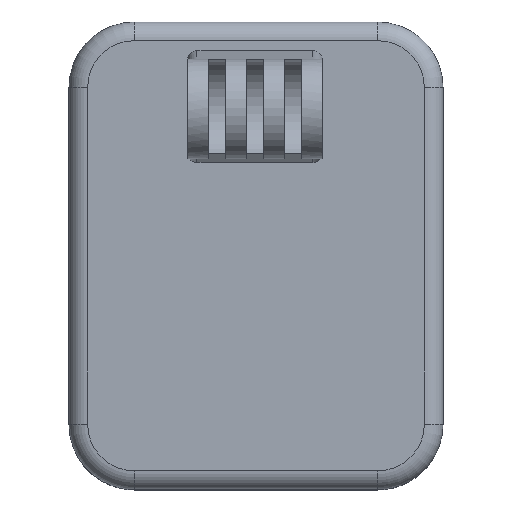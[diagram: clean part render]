
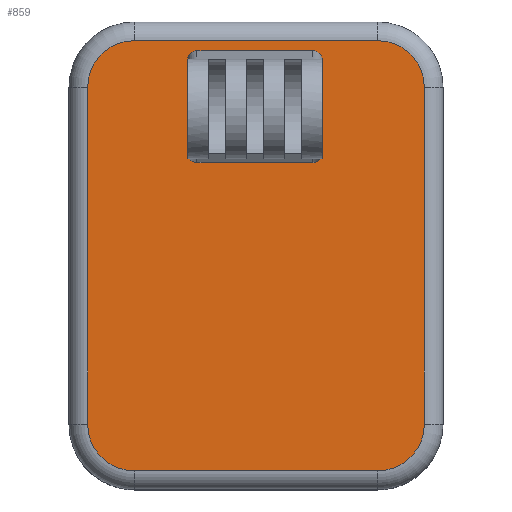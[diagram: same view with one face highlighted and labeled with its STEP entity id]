
A CAD part, top view. The second image highlights one B-rep face of the part: STEP entity #859.
In plain terms, the highlighted planar face has unit normal (0, 0, 1).
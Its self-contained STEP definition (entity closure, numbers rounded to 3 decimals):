
#19=ELLIPSE('',#937,1.051,1.);
#20=ELLIPSE('',#938,1.014,1.);
#21=ELLIPSE('',#939,1.014,1.);
#22=ELLIPSE('',#940,1.051,1.);
#28=FACE_BOUND('',#148,.T.);
#93=FACE_OUTER_BOUND('',#147,.T.);
#147=EDGE_LOOP('',(#647,#648,#649,#650,#651,#652,#653,#654));
#148=EDGE_LOOP('',(#655,#656,#657,#658,#659,#660,#661,#662));
#202=CIRCLE('',#913,5.);
#206=CIRCLE('',#919,5.);
#210=CIRCLE('',#925,5.);
#214=CIRCLE('',#931,5.);
#248=LINE('',#1354,#314);
#249=LINE('',#1365,#315);
#251=LINE('',#1377,#317);
#253=LINE('',#1389,#319);
#260=LINE('',#1408,#326);
#261=LINE('',#1412,#327);
#262=LINE('',#1416,#328);
#263=LINE('',#1419,#329);
#314=VECTOR('',#1039,10.);
#315=VECTOR('',#1052,10.);
#317=VECTOR('',#1066,10.);
#319=VECTOR('',#1080,10.);
#326=VECTOR('',#1105,10.);
#327=VECTOR('',#1108,10.);
#328=VECTOR('',#1111,10.);
#329=VECTOR('',#1114,10.);
#385=VERTEX_POINT('',#1347);
#388=VERTEX_POINT('',#1352);
#390=VERTEX_POINT('',#1357);
#392=VERTEX_POINT('',#1363);
#394=VERTEX_POINT('',#1369);
#396=VERTEX_POINT('',#1375);
#398=VERTEX_POINT('',#1381);
#400=VERTEX_POINT('',#1387);
#401=VERTEX_POINT('',#1404);
#402=VERTEX_POINT('',#1405);
#403=VERTEX_POINT('',#1407);
#404=VERTEX_POINT('',#1409);
#405=VERTEX_POINT('',#1411);
#406=VERTEX_POINT('',#1413);
#407=VERTEX_POINT('',#1415);
#408=VERTEX_POINT('',#1417);
#468=EDGE_CURVE('',#388,#385,#248,.T.);
#470=EDGE_CURVE('',#390,#388,#202,.T.);
#473=EDGE_CURVE('',#392,#390,#249,.T.);
#476=EDGE_CURVE('',#394,#392,#206,.T.);
#479=EDGE_CURVE('',#396,#394,#251,.T.);
#482=EDGE_CURVE('',#398,#396,#210,.T.);
#485=EDGE_CURVE('',#400,#398,#253,.T.);
#488=EDGE_CURVE('',#385,#400,#214,.T.);
#494=EDGE_CURVE('',#401,#402,#19,.T.);
#495=EDGE_CURVE('',#403,#401,#260,.T.);
#496=EDGE_CURVE('',#404,#403,#20,.T.);
#497=EDGE_CURVE('',#405,#404,#261,.T.);
#498=EDGE_CURVE('',#406,#405,#21,.T.);
#499=EDGE_CURVE('',#407,#406,#262,.T.);
#500=EDGE_CURVE('',#408,#407,#22,.T.);
#501=EDGE_CURVE('',#402,#408,#263,.T.);
#647=ORIENTED_EDGE('',*,*,#468,.F.);
#648=ORIENTED_EDGE('',*,*,#470,.F.);
#649=ORIENTED_EDGE('',*,*,#473,.F.);
#650=ORIENTED_EDGE('',*,*,#476,.F.);
#651=ORIENTED_EDGE('',*,*,#479,.F.);
#652=ORIENTED_EDGE('',*,*,#482,.F.);
#653=ORIENTED_EDGE('',*,*,#485,.F.);
#654=ORIENTED_EDGE('',*,*,#488,.F.);
#655=ORIENTED_EDGE('',*,*,#494,.F.);
#656=ORIENTED_EDGE('',*,*,#495,.F.);
#657=ORIENTED_EDGE('',*,*,#496,.F.);
#658=ORIENTED_EDGE('',*,*,#497,.F.);
#659=ORIENTED_EDGE('',*,*,#498,.F.);
#660=ORIENTED_EDGE('',*,*,#499,.F.);
#661=ORIENTED_EDGE('',*,*,#500,.F.);
#662=ORIENTED_EDGE('',*,*,#501,.F.);
#827=PLANE('',#936);
#859=ADVANCED_FACE('',(#93,#28),#827,.F.);
#913=AXIS2_PLACEMENT_3D('',#1359,#1044,#1045);
#919=AXIS2_PLACEMENT_3D('',#1371,#1058,#1059);
#925=AXIS2_PLACEMENT_3D('',#1383,#1072,#1073);
#931=AXIS2_PLACEMENT_3D('',#1393,#1086,#1087);
#936=AXIS2_PLACEMENT_3D('',#1403,#1101,#1102);
#937=AXIS2_PLACEMENT_3D('',#1406,#1103,#1104);
#938=AXIS2_PLACEMENT_3D('',#1410,#1106,#1107);
#939=AXIS2_PLACEMENT_3D('',#1414,#1109,#1110);
#940=AXIS2_PLACEMENT_3D('',#1418,#1112,#1113);
#1039=DIRECTION('',(0.,-1.,0.));
#1044=DIRECTION('center_axis',(0.,0.,
-1.));
#1045=DIRECTION('ref_axis',(0.707,0.707,0.));
#1052=DIRECTION('',(1.,0.,0.));
#1058=DIRECTION('center_axis',(0.,0.,
-1.));
#1059=DIRECTION('ref_axis',(-0.707,0.707,0.));
#1066=DIRECTION('',(0.,1.,0.));
#1072=DIRECTION('center_axis',(0.,0.,
-1.));
#1073=DIRECTION('ref_axis',(-0.707,-0.707,0.));
#1080=DIRECTION('',(-1.,0.,0.));
#1086=DIRECTION('center_axis',(0.,0.,
-1.));
#1087=DIRECTION('ref_axis',(0.707,-0.707,0.));
#1101=DIRECTION('center_axis',(0.,0.,
-1.));
#1102=DIRECTION('ref_axis',(-1.,0.,0.));
#1103=DIRECTION('center_axis',(0.,0.,
1.));
#1104=DIRECTION('ref_axis',(0.,-1.,0.));
#1105=DIRECTION('',(0.,-1.,0.));
#1106=DIRECTION('center_axis',(0.,0.,
1.));
#1107=DIRECTION('ref_axis',(0.,1.,0.));
#1108=DIRECTION('',(-1.,0.,0.));
#1109=DIRECTION('center_axis',(0.,0.,
1.));
#1110=DIRECTION('ref_axis',(0.,1.,0.));
#1111=DIRECTION('',(0.,1.,0.));
#1112=DIRECTION('center_axis',(0.,0.,
1.));
#1113=DIRECTION('ref_axis',(0.,-1.,0.));
#1114=DIRECTION('',(1.,0.,0.));
#1347=CARTESIAN_POINT('',(18.,167.,129.794));
#1352=CARTESIAN_POINT('',(18.,203.,129.794));
#1354=CARTESIAN_POINT('',(18.,197.5,129.794));
#1357=CARTESIAN_POINT('',(13.,208.,129.794));
#1359=CARTESIAN_POINT('Origin',(13.,203.,129.794));
#1363=CARTESIAN_POINT('',(-13.,208.,129.794));
#1365=CARTESIAN_POINT('',(-10.,208.,129.794));
#1369=CARTESIAN_POINT('',(-18.,203.,129.794));
#1371=CARTESIAN_POINT('Origin',(-13.,203.,129.794));
#1375=CARTESIAN_POINT('',(-18.,167.,129.794));
#1377=CARTESIAN_POINT('',(-18.,172.5,129.794));
#1381=CARTESIAN_POINT('',(-13.,162.,129.794));
#1383=CARTESIAN_POINT('Origin',(-13.,167.,129.794));
#1387=CARTESIAN_POINT('',(13.,162.,129.794));
#1389=CARTESIAN_POINT('',(10.,162.,129.794));
#1393=CARTESIAN_POINT('Origin',(13.,167.,129.794));
#1403=CARTESIAN_POINT('Origin',(0.,185.,129.794));
#1404=CARTESIAN_POINT('',(-7.312,196.018,129.794));
#1405=CARTESIAN_POINT('',(-6.312,194.967,129.794));
#1406=CARTESIAN_POINT('Origin',(-6.312,196.018,129.794));
#1407=CARTESIAN_POINT('',(-7.312,205.895,129.794));
#1408=CARTESIAN_POINT('',(-7.312,197.275,129.794));
#1409=CARTESIAN_POINT('',(-6.312,206.909,129.794));
#1410=CARTESIAN_POINT('Origin',(-6.312,205.895,129.794));
#1411=CARTESIAN_POINT('',(6.088,206.909,129.794));
#1412=CARTESIAN_POINT('',(-7.647,206.909,129.794));
#1413=CARTESIAN_POINT('',(7.088,205.895,129.794));
#1414=CARTESIAN_POINT('Origin',(6.088,205.895,129.794));
#1415=CARTESIAN_POINT('',(7.088,196.018,129.794));
#1416=CARTESIAN_POINT('',(7.088,197.275,129.794));
#1417=CARTESIAN_POINT('',(6.088,194.967,129.794));
#1418=CARTESIAN_POINT('Origin',(6.088,196.018,129.794));
#1419=CARTESIAN_POINT('',(-1.447,194.967,129.794));
